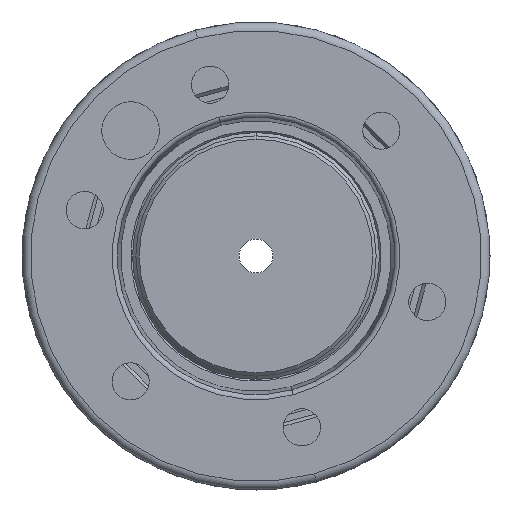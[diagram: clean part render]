
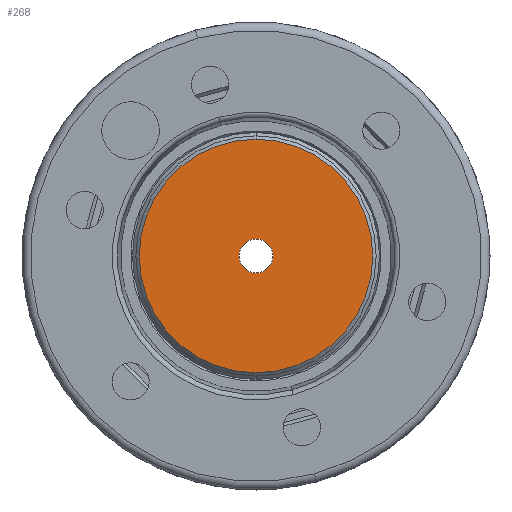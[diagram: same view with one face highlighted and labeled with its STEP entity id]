
A CAD part, front view. The second image highlights one B-rep face of the part: STEP entity #268.
In plain terms, the highlighted planar face has unit normal (0, -1, 0).
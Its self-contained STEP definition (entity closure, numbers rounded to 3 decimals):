
#115 = CIRCLE ( 'NONE', #15659, 5. ) ;
#268 = ADVANCED_FACE ( 'NONE', ( #6055, #13263 ), #9142, .T. ) ;
#868 = ORIENTED_EDGE ( 'NONE', *, *, #8122, .T. ) ;
#1194 = CARTESIAN_POINT ( 'NONE',  ( 0., 0., 0. ) ) ;
#1249 = CARTESIAN_POINT ( 'NONE',  ( 0., 0., -34.5 ) ) ;
#2610 = DIRECTION ( 'NONE',  ( 0., 0., 1. ) ) ;
#2726 = DIRECTION ( 'NONE',  ( 0., 1., 0. ) ) ;
#4966 = VERTEX_POINT ( 'NONE', #8576 ) ;
#5621 = ORIENTED_EDGE ( 'NONE', *, *, #6921, .T. ) ;
#6055 = FACE_OUTER_BOUND ( 'NONE', #14437, .T. ) ;
#6725 = CARTESIAN_POINT ( 'NONE',  ( 0., 0., 0. ) ) ;
#6921 = EDGE_CURVE ( 'NONE', #11647, #4966, #12511, .T. ) ;
#7057 = DIRECTION ( 'NONE',  ( 0., -1., 0. ) ) ;
#7669 = AXIS2_PLACEMENT_3D ( 'NONE', #10903, #2726, #12288 ) ;
#7763 = VERTEX_POINT ( 'NONE', #1249 ) ;
#8087 = DIRECTION ( 'NONE',  ( 0., 0., -1. ) ) ;
#8122 = EDGE_CURVE ( 'NONE', #4966, #11647, #115, .T. ) ;
#8576 = CARTESIAN_POINT ( 'NONE',  ( 0., 0., 5. ) ) ;
#8695 = AXIS2_PLACEMENT_3D ( 'NONE', #6725, #16096, #8087 ) ;
#9142 = PLANE ( 'NONE',  #13208 ) ;
#10118 = CIRCLE ( 'NONE', #8695, 34.5 ) ;
#10166 = CARTESIAN_POINT ( 'NONE',  ( 0., 0., 34.5 ) ) ;
#10788 = DIRECTION ( 'NONE',  ( 0., 1., 0. ) ) ;
#10903 = CARTESIAN_POINT ( 'NONE',  ( 0., 0., 0. ) ) ;
#11220 = DIRECTION ( 'NONE',  ( 0., 0., -1. ) ) ;
#11236 = DIRECTION ( 'NONE',  ( 0., -1., 0. ) ) ;
#11294 = CARTESIAN_POINT ( 'NONE',  ( -5., 0., 0. ) ) ;
#11335 = CARTESIAN_POINT ( 'NONE',  ( 0., 0., -5. ) ) ;
#11647 = VERTEX_POINT ( 'NONE', #11335 ) ;
#12288 = DIRECTION ( 'NONE',  ( 0., 0., 1. ) ) ;
#12437 = ORIENTED_EDGE ( 'NONE', *, *, #15643, .T. ) ;
#12485 = ORIENTED_EDGE ( 'NONE', *, *, #13779, .T. ) ;
#12511 = CIRCLE ( 'NONE', #7669, 5. ) ;
#13208 = AXIS2_PLACEMENT_3D ( 'NONE', #11294, #11236, #11220 ) ;
#13263 = FACE_BOUND ( 'NONE', #14809, .T. ) ;
#13446 = VERTEX_POINT ( 'NONE', #10166 ) ;
#13779 = EDGE_CURVE ( 'NONE', #13446, #7763, #15090, .T. ) ;
#14437 = EDGE_LOOP ( 'NONE', ( #12485, #12437 ) ) ;
#14809 = EDGE_LOOP ( 'NONE', ( #868, #5621 ) ) ;
#15090 = CIRCLE ( 'NONE', #15494, 34.5 ) ;
#15093 = CARTESIAN_POINT ( 'NONE',  ( 0., 0., 0. ) ) ;
#15494 = AXIS2_PLACEMENT_3D ( 'NONE', #15093, #7057, #16403 ) ;
#15643 = EDGE_CURVE ( 'NONE', #7763, #13446, #10118, .T. ) ;
#15659 = AXIS2_PLACEMENT_3D ( 'NONE', #1194, #10788, #2610 ) ;
#16096 = DIRECTION ( 'NONE',  ( 0., -1., 0. ) ) ;
#16403 = DIRECTION ( 'NONE',  ( 0., 0., -1. ) ) ;
